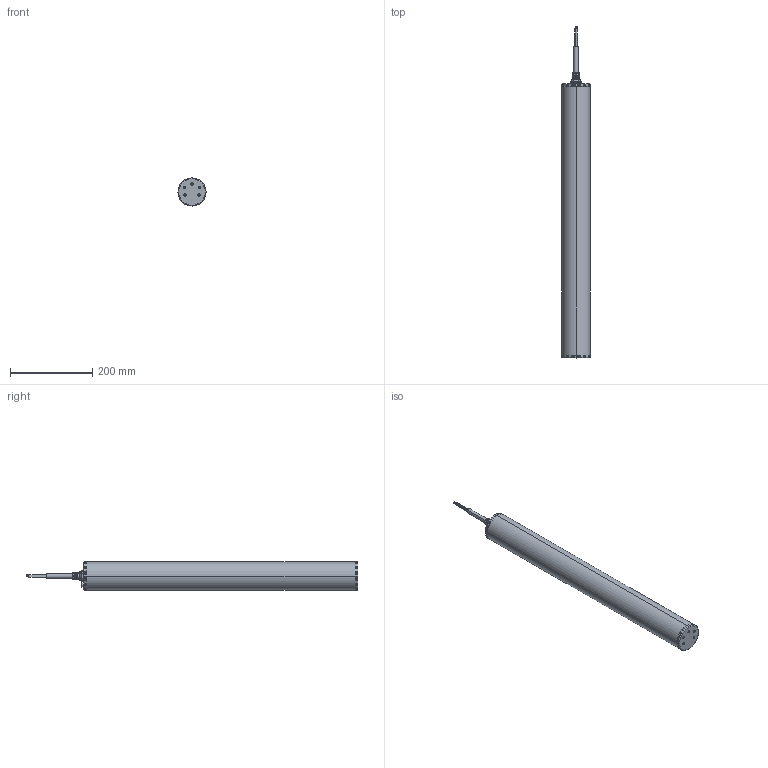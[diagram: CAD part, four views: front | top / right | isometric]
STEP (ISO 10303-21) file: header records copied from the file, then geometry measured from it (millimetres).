
FILE_DESCRIPTION((''),'2;1');
FILE_NAME('216273_ASM','2021-10-28T10:59:00',('PDMAdmin'),('BANNER ENGINEERING'),'CREO PARAMETRIC BY PTC INC, 2019292','CREO PARAMETRIC BY PTC INC, 2019292','');
FILE_SCHEMA(('CONFIG_CONTROL_DESIGN'));
Products named in the file (37): 208079_AF606; 208584_AF277; 208383_AF0; 93365A132_HEAT-SET_INSERTS_FOR__AF6; 93365A132_HEAT-SET_INSERTS_FOR__AF7; 93365A132_HEAT-SET_INSERTS_FOR__AF8; 208383_AF234_ASM; 208383_AF2; 93365A132_HEAT-SET_INSERTS_FOR__AF9; 93365A132_HEAT-SET_INSERTS_FOR__AF10; 93365A132_HEAT-SET_INSERTS_FOR__AF11; 208383_AF235_ASM; 208388_AF0; 209266_AF277; 208386_AF3; 208583_OLD_AF1; 219148_AF145_ASM; 212149_AF3; SOMMS_SEALEDAC_CABLE_CONN_AF1; 172450_AF3; 172447_AF8; 172447_AF9; 172447_AF10; 172447_AF11; 215246_AF81_ASM; 208806_AF609; 208386_AF2; 208385_OLD_AF0; 208384_AF0_ASM; 92196A154_18-8_STAINLESS_STEEL__AF64; 92196A154_18-8_STAINLESS_STEEL__AF66; 92196A154_18-8_STAINLESS_STEEL__AF70; 92196A154_18-8_STAINLESS_STEEL__AF88; 92196A154_18-8_STAINLESS_STEEL__AF89; 92196A154_18-8_STAINLESS_STEEL__AF90; SOMMS_VENT_M6_AF108; 216273_ASM
Assembly tree (36 placements, depth 3):
  216273_ASM
    208079_AF606
    208584_AF277
    208383_AF234_ASM
      208383_AF0
      93365A132_HEAT-SET_INSERTS_FOR__AF6
      93365A132_HEAT-SET_INSERTS_FOR__AF7
      93365A132_HEAT-SET_INSERTS_FOR__AF8
    208383_AF235_ASM
      208383_AF2
      93365A132_HEAT-SET_INSERTS_FOR__AF9
      93365A132_HEAT-SET_INSERTS_FOR__AF10
      93365A132_HEAT-SET_INSERTS_FOR__AF11
    208388_AF0
    209266_AF277
    219148_AF145_ASM
      208386_AF3
      208583_OLD_AF1
    215246_AF81_ASM
      212149_AF3
      SOMMS_SEALEDAC_CABLE_CONN_AF1
      172450_AF3
      172447_AF8
      172447_AF9
      172447_AF10
      172447_AF11
    208806_AF609
    208384_AF0_ASM
      208386_AF2
      208385_OLD_AF0
    92196A154_18-8_STAINLESS_STEEL__AF64
    92196A154_18-8_STAINLESS_STEEL__AF66
    92196A154_18-8_STAINLESS_STEEL__AF70
    92196A154_18-8_STAINLESS_STEEL__AF88
    92196A154_18-8_STAINLESS_STEEL__AF89
    92196A154_18-8_STAINLESS_STEEL__AF90
    SOMMS_VENT_M6_AF108
Bounding box: 68.5 x 807.85 x 68.5 mm (x, y, z)
Volume: 175848.5 mm3; surface area: 356689.8 mm2
Topology: 19 solids, 19 shells, 409 faces, 937 edges, 584 vertices
Faces by surface type: plane 150, cone 108, cylinder 89, torus 46, bspline 16
Entity records: 15815 total; most frequent: CARTESIAN_POINT 5826, DIRECTION 2062, ORIENTED_EDGE 1874, EDGE_CURVE 937, AXIS2_PLACEMENT_3D 858, VERTEX_POINT 584, EDGE_LOOP 473, FACE_OUTER_BOUND 409
